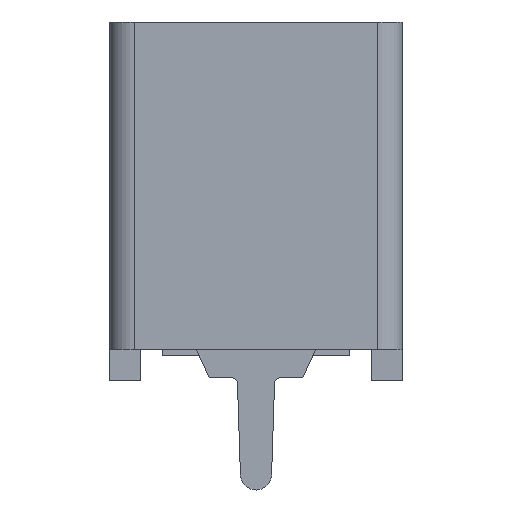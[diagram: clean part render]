
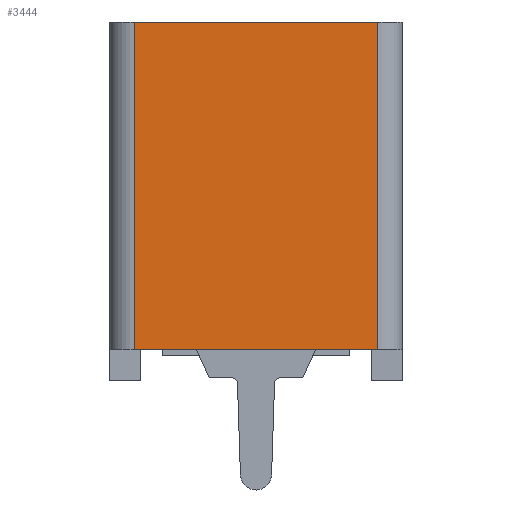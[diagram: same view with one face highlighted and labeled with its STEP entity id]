
A CAD part, left-side view. The second image highlights one B-rep face of the part: STEP entity #3444.
In plain terms, the highlighted planar face has unit normal (-1, 0, 0).
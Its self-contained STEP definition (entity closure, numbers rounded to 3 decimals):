
#20 = DIRECTION ( 'NONE',  ( 0., 0., 1. ) ) ;
#203 = ORIENTED_EDGE ( 'NONE', *, *, #5272, .T. ) ;
#244 = FACE_OUTER_BOUND ( 'NONE', #2598, .T. ) ;
#286 = DIRECTION ( 'NONE',  ( 0., 1., 0. ) ) ;
#400 = VECTOR ( 'NONE', #20, 1000. ) ;
#578 = ORIENTED_EDGE ( 'NONE', *, *, #4967, .T. ) ;
#623 = LINE ( 'NONE', #5587, #3645 ) ;
#658 = PLANE ( 'NONE',  #3541 ) ;
#1547 = DIRECTION ( 'NONE',  ( 0., 0., -1. ) ) ;
#1780 = VECTOR ( 'NONE', #1547, 1000. ) ;
#1806 = CARTESIAN_POINT ( 'NONE',  ( -12.2, 8.6, 10. ) ) ;
#1934 = VERTEX_POINT ( 'NONE', #4556 ) ;
#2047 = VECTOR ( 'NONE', #5484, 1000. ) ;
#2138 = CARTESIAN_POINT ( 'NONE',  ( -12.2, -0.235, -0.5 ) ) ;
#2597 = CARTESIAN_POINT ( 'NONE',  ( -12.2, 0.605, 10.263 ) ) ;
#2598 = EDGE_LOOP ( 'NONE', ( #3155, #3609, #203, #578 ) ) ;
#2977 = CARTESIAN_POINT ( 'NONE',  ( -12.2, 8.6, 10.263 ) ) ;
#3058 = LINE ( 'NONE', #2977, #1780 ) ;
#3093 = DIRECTION ( 'NONE',  ( 0., 0., 1. ) ) ;
#3155 = ORIENTED_EDGE ( 'NONE', *, *, #3258, .T. ) ;
#3258 = EDGE_CURVE ( 'NONE', #4214, #1934, #3058, .T. ) ;
#3351 = CARTESIAN_POINT ( 'NONE',  ( -12.2, 0.8, -0.5 ) ) ;
#3444 = ADVANCED_FACE ( 'NONE', ( #244 ), #658, .T. ) ;
#3541 = AXIS2_PLACEMENT_3D ( 'NONE', #2597, #5956, #3093 ) ;
#3609 = ORIENTED_EDGE ( 'NONE', *, *, #3995, .F. ) ;
#3645 = VECTOR ( 'NONE', #286, 1000. ) ;
#3680 = VERTEX_POINT ( 'NONE', #3351 ) ;
#3904 = CARTESIAN_POINT ( 'NONE',  ( -12.2, 0.8, 10.263 ) ) ;
#3995 = EDGE_CURVE ( 'NONE', #3680, #1934, #5726, .T. ) ;
#4214 = VERTEX_POINT ( 'NONE', #1806 ) ;
#4556 = CARTESIAN_POINT ( 'NONE',  ( -12.2, 8.6, -0.5 ) ) ;
#4967 = EDGE_CURVE ( 'NONE', #5022, #4214, #623, .T. ) ;
#5022 = VERTEX_POINT ( 'NONE', #5633 ) ;
#5272 = EDGE_CURVE ( 'NONE', #3680, #5022, #5504, .T. ) ;
#5484 = DIRECTION ( 'NONE',  ( 0., 1., 0. ) ) ;
#5504 = LINE ( 'NONE', #3904, #400 ) ;
#5587 = CARTESIAN_POINT ( 'NONE',  ( -12.2, 0.605, 10. ) ) ;
#5633 = CARTESIAN_POINT ( 'NONE',  ( -12.2, 0.8, 10. ) ) ;
#5726 = LINE ( 'NONE', #2138, #2047 ) ;
#5956 = DIRECTION ( 'NONE',  ( -1., 0., 0. ) ) ;
